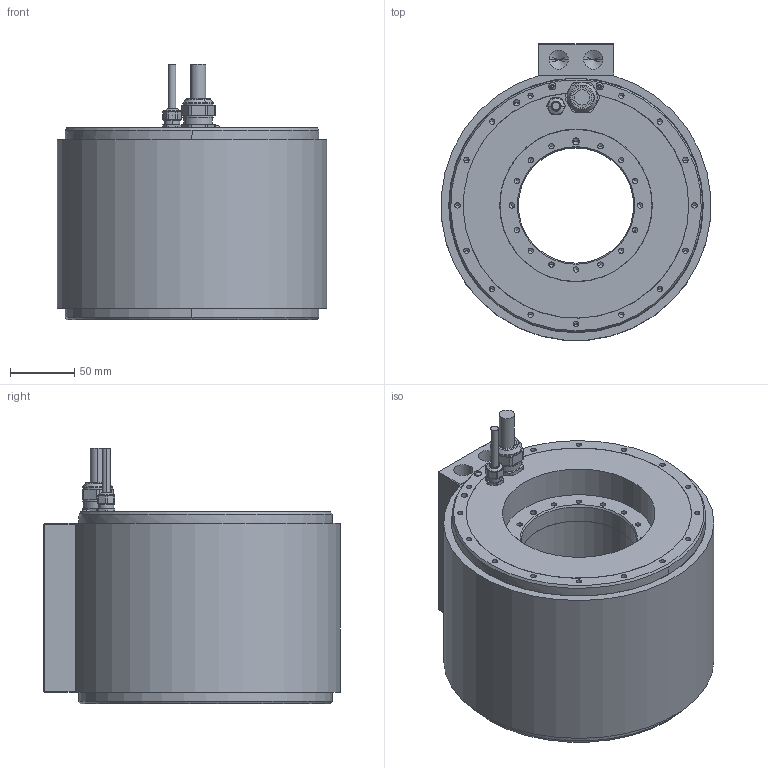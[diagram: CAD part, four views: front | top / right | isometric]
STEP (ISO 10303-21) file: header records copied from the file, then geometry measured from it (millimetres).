
FILE_DESCRIPTION((''),'2;1');
FILE_NAME('1220285-15_ASM','2018-10-16T',('CH5533'),(''),'PRO/ENGINEER BY PARAMETRIC TECHNOLOGY CORPORATION, 2014000','PRO/ENGINEER BY PARAMETRIC TECHNOLOGY CORPORATION, 2014000','');
FILE_SCHEMA(('CONFIG_CONTROL_DESIGN'));
Length unit declared in the file: millimetre
Products named in the file (3): PRT0001; PRT0002; 1220285-15_ASM
Assembly tree (2 placements, depth 2):
  1220285-15_ASM
    PRT0001
    PRT0002
Bounding box: 210.41 x 231.4 x 199.8 mm (x, y, z)
Volume: 4121552.2 mm3; surface area: 317801.4 mm2
Topology: 2 solids, 22 shells, 816 faces, 1940 edges, 1151 vertices
Faces by surface type: cylinder 359, plane 215, cone 192, torus 46, sphere 4
Entity records: 25944 total; most frequent: DIRECTION 4339, CARTESIAN_POINT 3945, ORIENTED_EDGE 3608, EDGE_CURVE 1804, AXIS2_PLACEMENT_3D 1749, VERTEX_POINT 1151, EDGE_LOOP 977, CIRCLE 928
